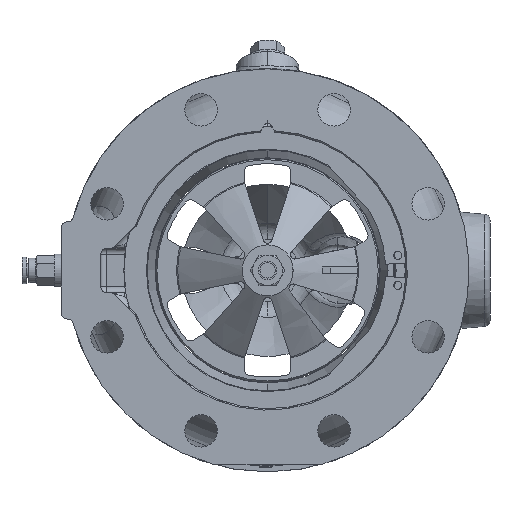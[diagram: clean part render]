
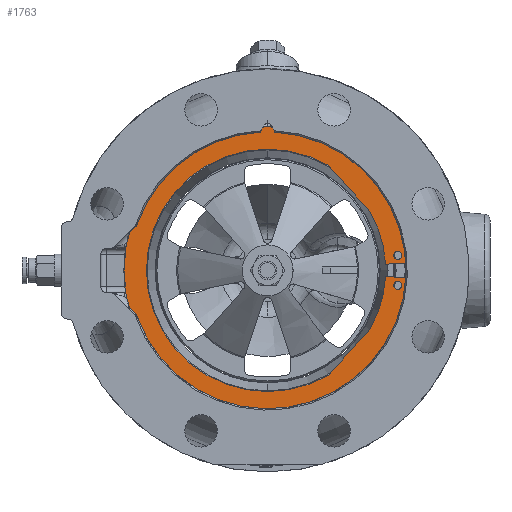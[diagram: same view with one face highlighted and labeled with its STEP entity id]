
A CAD part, left-side view. The second image highlights one B-rep face of the part: STEP entity #1763.
In plain terms, the highlighted planar face has unit normal (-1, 0, 0).
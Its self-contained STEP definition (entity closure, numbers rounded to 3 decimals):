
#1763 = ADVANCED_FACE ( 'NONE', ( #59488, #59495, #59497 ), #2366, .T. ) ;
#2075 = CARTESIAN_POINT ( 'NONE',  ( 5.6, 0., 0. ) ) ;
#2088 = DIRECTION ( 'NONE',  ( -1., 0., 0. ) ) ;
#2089 = DIRECTION ( 'NONE',  ( 0., 0., 1. ) ) ;
#2366 = PLANE ( 'NONE',  #18546 ) ;
#5252 = VERTEX_POINT ( 'NONE', #37520 ) ;
#7617 = CARTESIAN_POINT ( 'NONE',  ( 5.6, 0., 0. ) ) ;
#7618 = DIRECTION ( 'NONE',  ( -1., 0., 0. ) ) ;
#7619 = DIRECTION ( 'NONE',  ( 0., 0., -1. ) ) ;
#7623 = CARTESIAN_POINT ( 'NONE',  ( 5.6, 0., 0. ) ) ;
#7625 = DIRECTION ( 'NONE',  ( 1., 0., 0. ) ) ;
#7626 = DIRECTION ( 'NONE',  ( 0., 0., -1. ) ) ;
#7630 = CARTESIAN_POINT ( 'NONE',  ( 5.6, 0., 0. ) ) ;
#7632 = DIRECTION ( 'NONE',  ( -1., 0., 0. ) ) ;
#7633 = DIRECTION ( 'NONE',  ( 0., 0., -1. ) ) ;
#7637 = CARTESIAN_POINT ( 'NONE',  ( 5.6, 0., 0. ) ) ;
#7639 = DIRECTION ( 'NONE',  ( 1., 0., 0. ) ) ;
#7640 = DIRECTION ( 'NONE',  ( 0., 0., -1. ) ) ;
#7648 = CARTESIAN_POINT ( 'NONE',  ( 5.6, -56.239, -6.452 ) ) ;
#7651 = CARTESIAN_POINT ( 'NONE',  ( 5.6, 0., 0. ) ) ;
#7652 = CARTESIAN_POINT ( 'NONE',  ( 5.6, -56.239, -6.452 ) ) ;
#7653 = DIRECTION ( 'NONE',  ( 1., 0., 0. ) ) ;
#7654 = DIRECTION ( 'NONE',  ( 0., 0., 1. ) ) ;
#7657 = DIRECTION ( 'NONE',  ( -1., 0., 0. ) ) ;
#7658 = DIRECTION ( 'NONE',  ( 0., 0., -1. ) ) ;
#7662 = CARTESIAN_POINT ( 'NONE',  ( 5.6, -56.239, 6.452 ) ) ;
#7663 = DIRECTION ( 'NONE',  ( -1., 0., 0. ) ) ;
#7664 = DIRECTION ( 'NONE',  ( 0., 0., 1. ) ) ;
#7665 = CARTESIAN_POINT ( 'NONE',  ( 5.6, -56.239, 6.452 ) ) ;
#7668 = DIRECTION ( 'NONE',  ( -1., 0., 0. ) ) ;
#7669 = DIRECTION ( 'NONE',  ( 0., 0., 1. ) ) ;
#7672 = CARTESIAN_POINT ( 'NONE',  ( 5.6, 0., 0. ) ) ;
#7673 = DIRECTION ( 'NONE',  ( -1., 0., 0. ) ) ;
#7674 = DIRECTION ( 'NONE',  ( 0., 0., -1. ) ) ;
#7678 = CARTESIAN_POINT ( 'NONE',  ( 5.6, 0., 0. ) ) ;
#7679 = DIRECTION ( 'NONE',  ( -1., 0., 0. ) ) ;
#7680 = DIRECTION ( 'NONE',  ( 0., 0., -1. ) ) ;
#7681 = CARTESIAN_POINT ( 'NONE',  ( 5.6, 0., 0. ) ) ;
#7684 = CARTESIAN_POINT ( 'NONE',  ( 5.6, -26.15, -45.293 ) ) ;
#7685 = DIRECTION ( 'NONE',  ( 0., 0.673, -0.74 ) ) ;
#7686 = CARTESIAN_POINT ( 'NONE',  ( 5.6, -61.915, 3.245 ) ) ;
#7687 = DIRECTION ( 'NONE',  ( 0., -0.999, 0.052 ) ) ;
#7688 = CARTESIAN_POINT ( 'NONE',  ( 5.6, -61.915, -3.245 ) ) ;
#7689 = DIRECTION ( 'NONE',  ( 0., 0.999, 0.052 ) ) ;
#7690 = CARTESIAN_POINT ( 'NONE',  ( 5.6, -26.15, 45.293 ) ) ;
#7691 = DIRECTION ( 'NONE',  ( 1., 0., 0. ) ) ;
#7692 = DIRECTION ( 'NONE',  ( 0., 0., -1. ) ) ;
#7693 = DIRECTION ( 'NONE',  ( 1., 0., 0. ) ) ;
#7694 = DIRECTION ( 'NONE',  ( 0., 0., -1. ) ) ;
#7697 = DIRECTION ( 'NONE',  ( 0., -0.673, -0.74 ) ) ;
#18546 = AXIS2_PLACEMENT_3D ( 'NONE', #2075, #2088, #2089 ) ;
#28040 = EDGE_CURVE ( 'NONE', #40759, #40699, #52457, .T. ) ;
#28043 = EDGE_CURVE ( 'NONE', #40756, #40719, #52462, .T. ) ;
#28045 = EDGE_CURVE ( 'NONE', #40699, #40775, #52464, .T. ) ;
#28048 = EDGE_CURVE ( 'NONE', #40719, #40776, #52469, .T. ) ;
#28053 = EDGE_CURVE ( 'NONE', #40826, #40830, #52476, .T. ) ;
#28055 = EDGE_CURVE ( 'NONE', #40752, #5252, #52478, .T. ) ;
#28057 = EDGE_CURVE ( 'NONE', #40804, #40803, #52482, .T. ) ;
#28059 = EDGE_CURVE ( 'NONE', #40803, #40804, #52484, .T. ) ;
#28061 = EDGE_CURVE ( 'NONE', #5252, #40752, #52485, .T. ) ;
#28063 = EDGE_CURVE ( 'NONE', #40907, #40759, #52489, .T. ) ;
#28065 = EDGE_CURVE ( 'NONE', #40825, #40827, #52483, .T. ) ;
#28066 = EDGE_CURVE ( 'NONE', #40830, #40907, #52492, .T. ) ;
#28067 = EDGE_CURVE ( 'NONE', #40775, #40831, #52494, .T. ) ;
#28068 = EDGE_CURVE ( 'NONE', #40827, #40756, #52497, .T. ) ;
#28069 = EDGE_CURVE ( 'NONE', #40831, #40825, #52499, .T. ) ;
#28071 = EDGE_CURVE ( 'NONE', #40776, #40826, #52498, .T. ) ;
#32269 = AXIS2_PLACEMENT_3D ( 'NONE', #7617, #7618, #7619 ) ;
#32275 = AXIS2_PLACEMENT_3D ( 'NONE', #7630, #7632, #7633 ) ;
#32276 = AXIS2_PLACEMENT_3D ( 'NONE', #7623, #7625, #7626 ) ;
#32277 = AXIS2_PLACEMENT_3D ( 'NONE', #7651, #7653, #7654 ) ;
#32280 = AXIS2_PLACEMENT_3D ( 'NONE', #7637, #7639, #7640 ) ;
#32282 = AXIS2_PLACEMENT_3D ( 'NONE', #7662, #7663, #7664 ) ;
#32284 = AXIS2_PLACEMENT_3D ( 'NONE', #7648, #7657, #7658 ) ;
#32286 = AXIS2_PLACEMENT_3D ( 'NONE', #7665, #7668, #7669 ) ;
#32287 = AXIS2_PLACEMENT_3D ( 'NONE', #7652, #7673, #7674 ) ;
#32288 = AXIS2_PLACEMENT_3D ( 'NONE', #7672, #7679, #7680 ) ;
#32290 = AXIS2_PLACEMENT_3D ( 'NONE', #7681, #7693, #7694 ) ;
#32291 = AXIS2_PLACEMENT_3D ( 'NONE', #7678, #7691, #7692 ) ;
#33169 = CARTESIAN_POINT ( 'NONE',  ( 5.6, 0., -62. ) ) ;
#33189 = CARTESIAN_POINT ( 'NONE',  ( 5.6, 0., 52.3 ) ) ;
#33222 = CARTESIAN_POINT ( 'NONE',  ( 5.6, -56.239, -8.202 ) ) ;
#33226 = CARTESIAN_POINT ( 'NONE',  ( 5.6, 0., -52.3 ) ) ;
#33229 = CARTESIAN_POINT ( 'NONE',  ( 5.6, 0., 62. ) ) ;
#33245 = CARTESIAN_POINT ( 'NONE',  ( 5.6, -61.915, -3.245 ) ) ;
#33246 = CARTESIAN_POINT ( 'NONE',  ( 5.6, -26.15, 45.293 ) ) ;
#33273 = CARTESIAN_POINT ( 'NONE',  ( 5.6, -56.239, 4.702 ) ) ;
#33274 = CARTESIAN_POINT ( 'NONE',  ( 5.6, -56.239, 8.202 ) ) ;
#33295 = CARTESIAN_POINT ( 'NONE',  ( 5.6, -44.167, -25.5 ) ) ;
#33296 = CARTESIAN_POINT ( 'NONE',  ( 5.6, -44.167, 25.5 ) ) ;
#33297 = CARTESIAN_POINT ( 'NONE',  ( 5.6, -26.15, -45.293 ) ) ;
#33300 = CARTESIAN_POINT ( 'NONE',  ( 5.6, -50.93, 2.669 ) ) ;
#33301 = CARTESIAN_POINT ( 'NONE',  ( 5.6, -50.93, -2.669 ) ) ;
#33377 = CARTESIAN_POINT ( 'NONE',  ( 5.6, -61.915, 3.245 ) ) ;
#37520 = CARTESIAN_POINT ( 'NONE',  ( 5.6, -56.239, -4.702 ) ) ;
#40699 = VERTEX_POINT ( 'NONE', #33169 ) ;
#40719 = VERTEX_POINT ( 'NONE', #33189 ) ;
#40752 = VERTEX_POINT ( 'NONE', #33222 ) ;
#40756 = VERTEX_POINT ( 'NONE', #33226 ) ;
#40759 = VERTEX_POINT ( 'NONE', #33229 ) ;
#40775 = VERTEX_POINT ( 'NONE', #33245 ) ;
#40776 = VERTEX_POINT ( 'NONE', #33246 ) ;
#40803 = VERTEX_POINT ( 'NONE', #33273 ) ;
#40804 = VERTEX_POINT ( 'NONE', #33274 ) ;
#40825 = VERTEX_POINT ( 'NONE', #33295 ) ;
#40826 = VERTEX_POINT ( 'NONE', #33296 ) ;
#40827 = VERTEX_POINT ( 'NONE', #33297 ) ;
#40830 = VERTEX_POINT ( 'NONE', #33300 ) ;
#40831 = VERTEX_POINT ( 'NONE', #33301 ) ;
#40907 = VERTEX_POINT ( 'NONE', #33377 ) ;
#49950 = ORIENTED_EDGE ( 'NONE', *, *, #28045, .T. ) ;
#50071 = EDGE_LOOP ( 'NONE', ( #50334, #50327 ) ) ;
#50096 = EDGE_LOOP ( 'NONE', ( #50246, #50245, #50244, #50376, #49950, #50337, #50287, #50281, #50268, #50310, #50319, #50335 ) ) ;
#50144 = EDGE_LOOP ( 'NONE', ( #50248, #50247 ) ) ;
#50244 = ORIENTED_EDGE ( 'NONE', *, *, #28063, .T. ) ;
#50245 = ORIENTED_EDGE ( 'NONE', *, *, #28066, .T. ) ;
#50246 = ORIENTED_EDGE ( 'NONE', *, *, #28053, .T. ) ;
#50247 = ORIENTED_EDGE ( 'NONE', *, *, #28061, .F. ) ;
#50248 = ORIENTED_EDGE ( 'NONE', *, *, #28055, .F. ) ;
#50268 = ORIENTED_EDGE ( 'NONE', *, *, #28068, .T. ) ;
#50281 = ORIENTED_EDGE ( 'NONE', *, *, #28065, .T. ) ;
#50287 = ORIENTED_EDGE ( 'NONE', *, *, #28069, .T. ) ;
#50310 = ORIENTED_EDGE ( 'NONE', *, *, #28043, .T. ) ;
#50319 = ORIENTED_EDGE ( 'NONE', *, *, #28048, .T. ) ;
#50327 = ORIENTED_EDGE ( 'NONE', *, *, #28057, .F. ) ;
#50334 = ORIENTED_EDGE ( 'NONE', *, *, #28059, .F. ) ;
#50335 = ORIENTED_EDGE ( 'NONE', *, *, #28071, .T. ) ;
#50337 = ORIENTED_EDGE ( 'NONE', *, *, #28067, .T. ) ;
#50376 = ORIENTED_EDGE ( 'NONE', *, *, #28040, .T. ) ;
#52457 = CIRCLE ( 'NONE', #32269, 62. ) ;
#52462 = CIRCLE ( 'NONE', #32276, 52.3 ) ;
#52464 = CIRCLE ( 'NONE', #32275, 62. ) ;
#52469 = CIRCLE ( 'NONE', #32280, 52.3 ) ;
#52476 = CIRCLE ( 'NONE', #32277, 51. ) ;
#52478 = CIRCLE ( 'NONE', #32284, 1.75 ) ;
#52482 = CIRCLE ( 'NONE', #32282, 1.75 ) ;
#52483 = LINE ( 'NONE', #7684, #52488 ) ;
#52484 = CIRCLE ( 'NONE', #32286, 1.75 ) ;
#52485 = CIRCLE ( 'NONE', #32287, 1.75 ) ;
#52488 = VECTOR ( 'NONE', #7685, 1000. ) ;
#52489 = CIRCLE ( 'NONE', #32288, 62. ) ;
#52492 = LINE ( 'NONE', #7686, #52493 ) ;
#52493 = VECTOR ( 'NONE', #7687, 1000. ) ;
#52494 = LINE ( 'NONE', #7688, #52495 ) ;
#52495 = VECTOR ( 'NONE', #7689, 1000. ) ;
#52497 = CIRCLE ( 'NONE', #32291, 52.3 ) ;
#52498 = LINE ( 'NONE', #7690, #52500 ) ;
#52499 = CIRCLE ( 'NONE', #32290, 51. ) ;
#52500 = VECTOR ( 'NONE', #7697, 1000. ) ;
#59488 = FACE_BOUND ( 'NONE', #50144, .T. ) ;
#59495 = FACE_OUTER_BOUND ( 'NONE', #50096, .T. ) ;
#59497 = FACE_BOUND ( 'NONE', #50071, .T. ) ;
